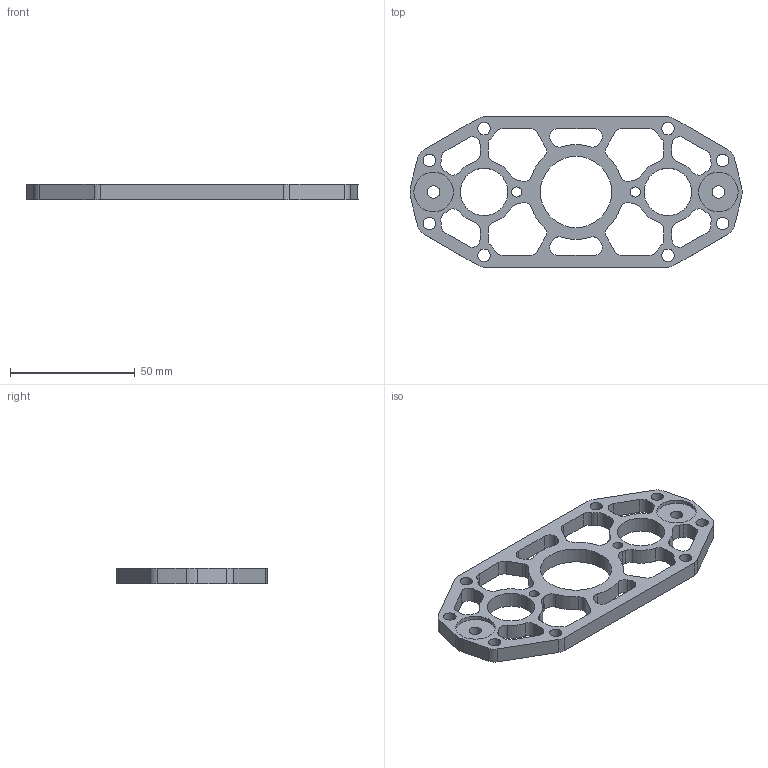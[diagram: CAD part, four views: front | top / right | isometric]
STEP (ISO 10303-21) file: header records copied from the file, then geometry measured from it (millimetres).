
FILE_DESCRIPTION(/* description */ (''),/* implementation_level */ '2;1');
FILE_NAME(/* name */ 'SSDG1-110-001 Drive Gearbox Main Plate.stp',/* time_stamp */ '2020-08-31T16:21:26-04:00',/* author */ ('Max Boord'),/* organization */ (''),/* preprocessor_version */ 'ST-DEVELOPER v18.1',/* originating_system */ 'Autodesk Inventor 2021',/* authorisation */ '');
FILE_SCHEMA (('AUTOMOTIVE_DESIGN { 1 0 10303 214 3 1 1 }'));
Length unit declared in the file: inch
Products named in the file (1): SSDG1-110-001 Drive Gearbox Main Plate
Bounding box: 133.29 x 60.33 x 6.35 mm (x, y, z)
Volume: 20154.6 mm3; surface area: 14903.1 mm2
Topology: 1 solids, 1 shells, 153 faces, 451 edges, 302 vertices
Faces by surface type: cylinder 113, plane 40
Full cylindrical faces by diameter (mm): 4.039 x2, 4.978 x10, 15.875 x2, 19.05 x2, 28.575 x1
Entity records: 5370 total; most frequent: DIRECTION 989, CARTESIAN_POINT 907, ORIENTED_EDGE 902, EDGE_CURVE 451, AXIS2_PLACEMENT_3D 384, VERTEX_POINT 302, CIRCLE 230, LINE 221
